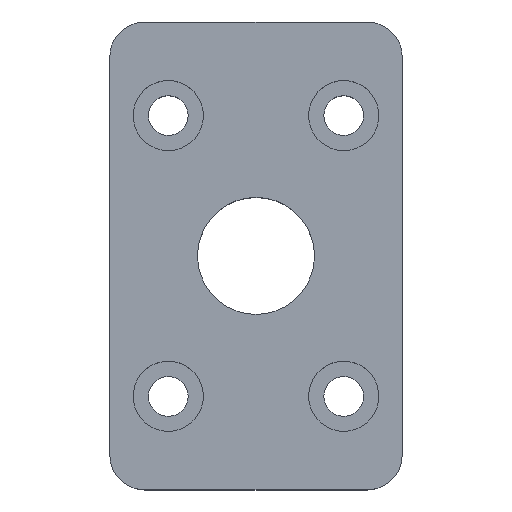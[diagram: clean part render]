
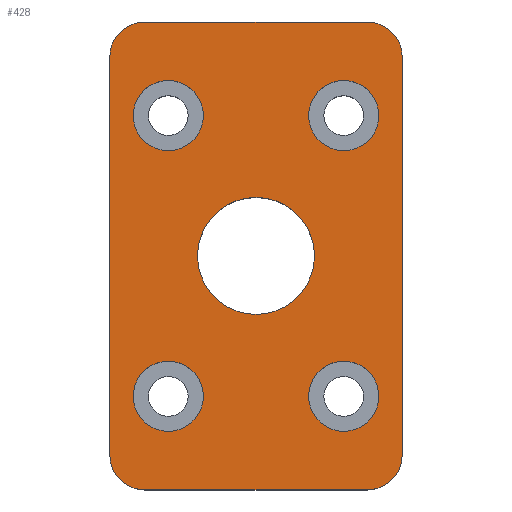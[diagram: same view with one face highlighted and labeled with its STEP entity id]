
A CAD part, top view. The second image highlights one B-rep face of the part: STEP entity #428.
In plain terms, the highlighted planar face has unit normal (0, 0, 1).
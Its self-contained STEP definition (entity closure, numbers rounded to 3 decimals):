
#38=FACE_BOUND('',#107,.T.);
#39=FACE_BOUND('',#108,.T.);
#40=FACE_BOUND('',#109,.T.);
#41=FACE_BOUND('',#110,.T.);
#42=FACE_BOUND('',#111,.T.);
#56=PLANE('',#500);
#79=FACE_OUTER_BOUND('',#106,.T.);
#106=EDGE_LOOP('',(#368,#369,#370,#371,#372,#373,#374,#375));
#107=EDGE_LOOP('',(#376));
#108=EDGE_LOOP('',(#377));
#109=EDGE_LOOP('',(#378));
#110=EDGE_LOOP('',(#379));
#111=EDGE_LOOP('',(#380));
#129=LINE('',#732,#154);
#133=LINE('',#744,#158);
#137=LINE('',#756,#162);
#141=LINE('',#768,#166);
#154=VECTOR('',#592,10.);
#158=VECTOR('',#604,10.);
#162=VECTOR('',#616,10.);
#166=VECTOR('',#628,10.);
#169=CIRCLE('',#455,5.);
#182=CIRCLE('',#477,3.);
#183=CIRCLE('',#479,3.);
#184=CIRCLE('',#481,3.);
#185=CIRCLE('',#483,3.);
#187=CIRCLE('',#487,3.);
#189=CIRCLE('',#491,3.);
#191=CIRCLE('',#495,3.);
#193=CIRCLE('',#499,3.);
#208=VERTEX_POINT('',#670);
#221=VERTEX_POINT('',#710);
#222=VERTEX_POINT('',#714);
#223=VERTEX_POINT('',#718);
#224=VERTEX_POINT('',#722);
#227=VERTEX_POINT('',#729);
#228=VERTEX_POINT('',#731);
#230=VERTEX_POINT('',#737);
#232=VERTEX_POINT('',#743);
#234=VERTEX_POINT('',#749);
#236=VERTEX_POINT('',#755);
#238=VERTEX_POINT('',#761);
#240=VERTEX_POINT('',#767);
#243=EDGE_CURVE('',#208,#208,#169,.T.);
#260=EDGE_CURVE('',#221,#221,#182,.T.);
#262=EDGE_CURVE('',#222,#222,#183,.T.);
#264=EDGE_CURVE('',#223,#223,#184,.T.);
#266=EDGE_CURVE('',#224,#224,#185,.T.);
#270=EDGE_CURVE('',#228,#227,#129,.T.);
#273=EDGE_CURVE('',#230,#228,#187,.T.);
#276=EDGE_CURVE('',#232,#230,#133,.T.);
#279=EDGE_CURVE('',#234,#232,#189,.T.);
#282=EDGE_CURVE('',#236,#234,#137,.T.);
#285=EDGE_CURVE('',#238,#236,#191,.T.);
#288=EDGE_CURVE('',#240,#238,#141,.T.);
#291=EDGE_CURVE('',#227,#240,#193,.T.);
#368=ORIENTED_EDGE('',*,*,#291,.T.);
#369=ORIENTED_EDGE('',*,*,#288,.T.);
#370=ORIENTED_EDGE('',*,*,#285,.T.);
#371=ORIENTED_EDGE('',*,*,#282,.T.);
#372=ORIENTED_EDGE('',*,*,#279,.T.);
#373=ORIENTED_EDGE('',*,*,#276,.T.);
#374=ORIENTED_EDGE('',*,*,#273,.T.);
#375=ORIENTED_EDGE('',*,*,#270,.T.);
#376=ORIENTED_EDGE('',*,*,#243,.T.);
#377=ORIENTED_EDGE('',*,*,#266,.T.);
#378=ORIENTED_EDGE('',*,*,#264,.T.);
#379=ORIENTED_EDGE('',*,*,#262,.T.);
#380=ORIENTED_EDGE('',*,*,#260,.T.);
#428=ADVANCED_FACE('',(#79,#38,#39,#40,#41,#42),#56,.T.);
#455=AXIS2_PLACEMENT_3D('',#672,#522,#523);
#477=AXIS2_PLACEMENT_3D('',#711,#570,#571);
#479=AXIS2_PLACEMENT_3D('',#715,#575,#576);
#481=AXIS2_PLACEMENT_3D('',#719,#580,#581);
#483=AXIS2_PLACEMENT_3D('',#723,#585,#586);
#487=AXIS2_PLACEMENT_3D('',#738,#598,#599);
#491=AXIS2_PLACEMENT_3D('',#750,#610,#611);
#495=AXIS2_PLACEMENT_3D('',#762,#622,#623);
#499=AXIS2_PLACEMENT_3D('',#772,#634,#635);
#500=AXIS2_PLACEMENT_3D('',#773,#636,#637);
#522=DIRECTION('center_axis',(0.,0.,-1.));
#523=DIRECTION('ref_axis',(1.,0.,0.));
#570=DIRECTION('center_axis',(0.,0.,-1.));
#571=DIRECTION('ref_axis',(-1.,0.,0.));
#575=DIRECTION('center_axis',(0.,0.,-1.));
#576=DIRECTION('ref_axis',(-1.,0.,0.));
#580=DIRECTION('center_axis',(0.,0.,-1.));
#581=DIRECTION('ref_axis',(-1.,0.,0.));
#585=DIRECTION('center_axis',(0.,0.,-1.));
#586=DIRECTION('ref_axis',(-1.,0.,0.));
#592=DIRECTION('',(1.,0.,0.));
#598=DIRECTION('center_axis',(0.,0.,1.));
#599=DIRECTION('ref_axis',(-1.,0.,0.));
#604=DIRECTION('',(0.,-1.,0.));
#610=DIRECTION('center_axis',(0.,0.,1.));
#611=DIRECTION('ref_axis',(0.,1.,0.));
#616=DIRECTION('',(-1.,0.,0.));
#622=DIRECTION('center_axis',(0.,0.,1.));
#623=DIRECTION('ref_axis',(1.,0.,0.));
#628=DIRECTION('',(0.,1.,0.));
#634=DIRECTION('center_axis',(0.,0.,1.));
#635=DIRECTION('ref_axis',(0.,-1.,0.));
#636=DIRECTION('center_axis',(0.,0.,1.));
#637=DIRECTION('ref_axis',(1.,0.,0.));
#670=CARTESIAN_POINT('',(-5.,0.,8.));
#672=CARTESIAN_POINT('Origin',(0.,0.,8.));
#710=CARTESIAN_POINT('',(-4.5,12.,8.));
#711=CARTESIAN_POINT('Origin',(-7.5,12.,8.));
#714=CARTESIAN_POINT('',(10.5,12.,8.));
#715=CARTESIAN_POINT('Origin',(7.5,12.,8.));
#718=CARTESIAN_POINT('',(10.5,-12.,8.));
#719=CARTESIAN_POINT('Origin',(7.5,-12.,8.));
#722=CARTESIAN_POINT('',(-4.5,-12.,8.));
#723=CARTESIAN_POINT('Origin',(-7.5,-12.,8.));
#729=CARTESIAN_POINT('',(9.5,-20.,8.));
#731=CARTESIAN_POINT('',(-9.5,-20.,8.));
#732=CARTESIAN_POINT('',(-9.5,-20.,8.));
#737=CARTESIAN_POINT('',(-12.5,-17.,8.));
#738=CARTESIAN_POINT('Origin',(-9.5,-17.,8.));
#743=CARTESIAN_POINT('',(-12.5,17.,8.));
#744=CARTESIAN_POINT('',(-12.5,17.,8.));
#749=CARTESIAN_POINT('',(-9.5,20.,8.));
#750=CARTESIAN_POINT('Origin',(-9.5,17.,8.));
#755=CARTESIAN_POINT('',(9.5,20.,8.));
#756=CARTESIAN_POINT('',(9.5,20.,8.));
#761=CARTESIAN_POINT('',(12.5,17.,8.));
#762=CARTESIAN_POINT('Origin',(9.5,17.,8.));
#767=CARTESIAN_POINT('',(12.5,-17.,8.));
#768=CARTESIAN_POINT('',(12.5,-17.,8.));
#772=CARTESIAN_POINT('Origin',(9.5,-17.,8.));
#773=CARTESIAN_POINT('Origin',(0.,0.,8.));
